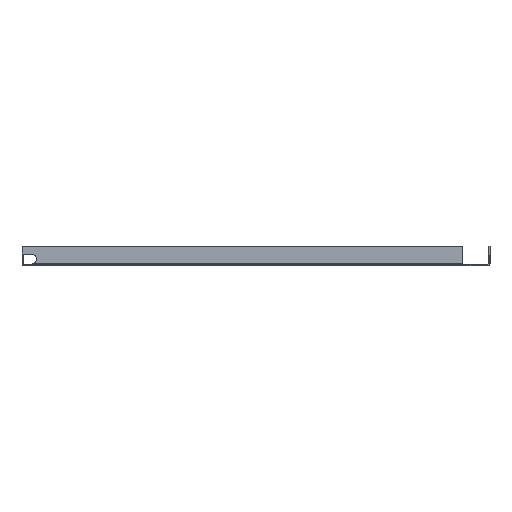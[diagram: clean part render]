
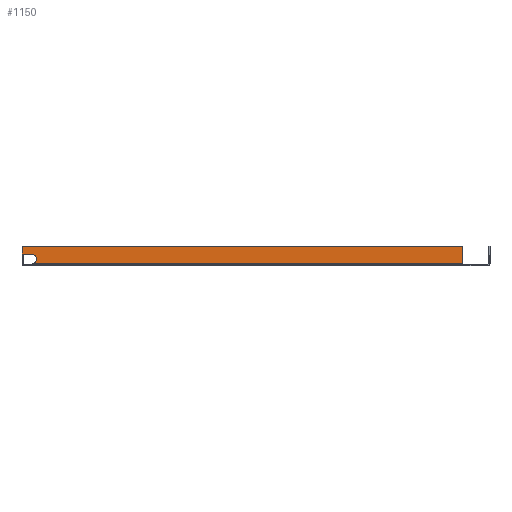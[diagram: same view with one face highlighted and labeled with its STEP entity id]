
A CAD part, left-side view. The second image highlights one B-rep face of the part: STEP entity #1150.
In plain terms, the highlighted planar face has unit normal (-1, 0, 0).
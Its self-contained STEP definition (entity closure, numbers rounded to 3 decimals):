
#21 = VERTEX_POINT ( 'NONE', #1111 ) ;
#34 = VERTEX_POINT ( 'NONE', #1102 ) ;
#69 = VERTEX_POINT ( 'NONE', #1078 ) ;
#71 = ORIENTED_EDGE ( 'NONE', *, *, #994, .T. ) ;
#91 = VERTEX_POINT ( 'NONE', #1066 ) ;
#98 = VERTEX_POINT ( 'NONE', #1062 ) ;
#127 = VERTEX_POINT ( 'NONE', #1041 ) ;
#364 = DIRECTION ( 'NONE',  ( 0., -1., 0. ) ) ;
#367 = CARTESIAN_POINT ( 'NONE',  ( -565.5, 287., 1. ) ) ;
#394 = CARTESIAN_POINT ( 'NONE',  ( -565.5, 299., 6.5 ) ) ;
#412 = DIRECTION ( 'NONE',  ( 0., -1., 0. ) ) ;
#417 = DIRECTION ( 'NONE',  ( 1., 0., 0. ) ) ;
#426 = DIRECTION ( 'NONE',  ( 0., 0., 1. ) ) ;
#440 = DIRECTION ( 'NONE',  ( 0., 0., -1. ) ) ;
#468 = CARTESIAN_POINT ( 'NONE',  ( -565.5, 287., 23. ) ) ;
#474 = DIRECTION ( 'NONE',  ( 0., 0., 1. ) ) ;
#477 = CARTESIAN_POINT ( 'NONE',  ( -565.5, 287., 6.5 ) ) ;
#483 = CARTESIAN_POINT ( 'NONE',  ( -565.5, 287., 13. ) ) ;
#489 = CARTESIAN_POINT ( 'NONE',  ( -565.5, -266., 6.5 ) ) ;
#521 = DIRECTION ( 'NONE',  ( 0., 1., 0. ) ) ;
#794 = DIRECTION ( 'NONE',  ( 0., 0., 1. ) ) ;
#795 = DIRECTION ( 'NONE',  ( -1., 0., 0. ) ) ;
#797 = PLANE ( 'NONE',  #827 ) ;
#802 = CARTESIAN_POINT ( 'NONE',  ( -565.5, 287., 6.5 ) ) ;
#827 = AXIS2_PLACEMENT_3D ( 'NONE', #802, #795, #794 ) ;
#856 = AXIS2_PLACEMENT_3D ( 'NONE', #477, #417, #426 ) ;
#983 = EDGE_CURVE ( 'NONE', #69, #21, #1214, .T. ) ;
#986 = EDGE_CURVE ( 'NONE', #34, #69, #1206, .T. ) ;
#992 = EDGE_CURVE ( 'NONE', #21, #127, #1904, .T. ) ;
#993 = EDGE_CURVE ( 'NONE', #127, #91, #1902, .T. ) ;
#994 = EDGE_CURVE ( 'NONE', #91, #98, #1900, .T. ) ;
#995 = EDGE_CURVE ( 'NONE', #98, #34, #1898, .T. ) ;
#1041 = CARTESIAN_POINT ( 'NONE',  ( -565.5, -266., 23. ) ) ;
#1062 = CARTESIAN_POINT ( 'NONE',  ( -565.5, 299., 13. ) ) ;
#1066 = CARTESIAN_POINT ( 'NONE',  ( -565.5, 299., 23. ) ) ;
#1078 = CARTESIAN_POINT ( 'NONE',  ( -565.5, 283.536, 1. ) ) ;
#1102 = CARTESIAN_POINT ( 'NONE',  ( -565.5, 287., 13. ) ) ;
#1111 = CARTESIAN_POINT ( 'NONE',  ( -565.5, -266., 1. ) ) ;
#1150 = ADVANCED_FACE ( 'NONE', ( #1824 ), #797, .T. ) ;
#1206 = CIRCLE ( 'NONE', #856, 6.5 ) ;
#1208 = VECTOR ( 'NONE', #412, 1000. ) ;
#1214 = LINE ( 'NONE', #367, #1208 ) ;
#1477 = EDGE_LOOP ( 'NONE', ( #1657, #1654, #1659, #1673, #71, #1717 ) ) ;
#1654 = ORIENTED_EDGE ( 'NONE', *, *, #983, .T. ) ;
#1657 = ORIENTED_EDGE ( 'NONE', *, *, #986, .T. ) ;
#1659 = ORIENTED_EDGE ( 'NONE', *, *, #992, .T. ) ;
#1673 = ORIENTED_EDGE ( 'NONE', *, *, #993, .T. ) ;
#1717 = ORIENTED_EDGE ( 'NONE', *, *, #995, .T. ) ;
#1824 = FACE_OUTER_BOUND ( 'NONE', #1477, .T. ) ;
#1895 = VECTOR ( 'NONE', #364, 1000. ) ;
#1897 = VECTOR ( 'NONE', #440, 1000. ) ;
#1898 = LINE ( 'NONE', #483, #1895 ) ;
#1899 = VECTOR ( 'NONE', #521, 1000. ) ;
#1900 = LINE ( 'NONE', #394, #1897 ) ;
#1901 = VECTOR ( 'NONE', #474, 1000. ) ;
#1902 = LINE ( 'NONE', #468, #1899 ) ;
#1904 = LINE ( 'NONE', #489, #1901 ) ;
